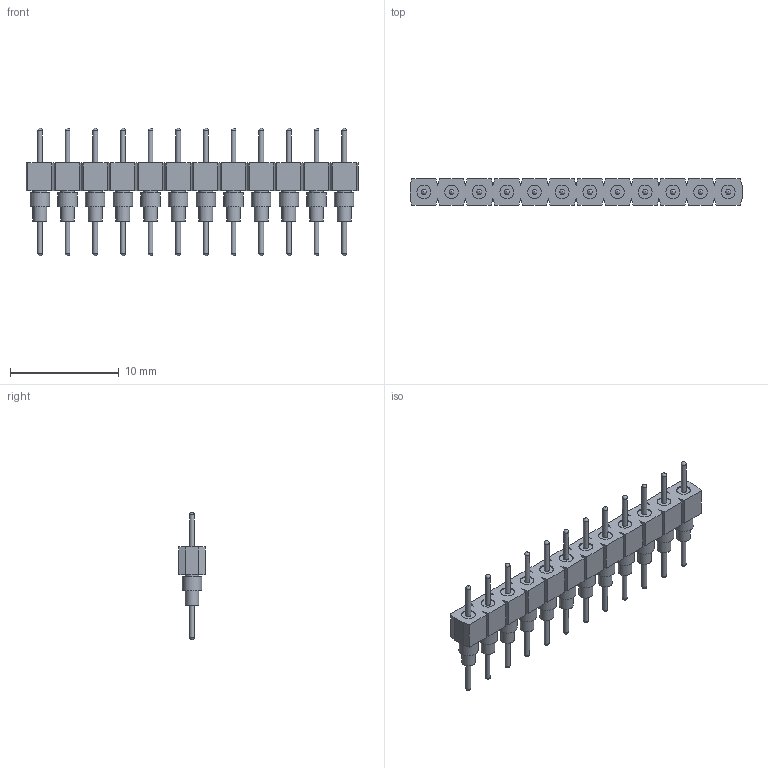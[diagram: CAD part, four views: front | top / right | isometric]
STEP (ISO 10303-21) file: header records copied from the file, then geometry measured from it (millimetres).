
FILE_DESCRIPTION(('FreeCAD Model'),'2;1');
FILE_NAME('Open CASCADE Shape Model','2025-01-12T11:56:41',(''),(''), 'Open CASCADE STEP processor 7.8','FreeCAD','Unknown');
FILE_SCHEMA(('AUTOMOTIVE_DESIGN { 1 0 10303 214 1 1 1 1 }'));
Length unit declared in the file: millimetre
Products named in the file (13): BBS-112-G-A_pins011; BBS-112-G-A_socket; BBS-112-G-A_pins; BBS-112-G-A_pins001; BBS-112-G-A_pins002; BBS-112-G-A_pins003; BBS-112-G-A_pins004; BBS-112-G-A_pins005; BBS-112-G-A_pins006; BBS-112-G-A_pins007; BBS-112-G-A_pins008; BBS-112-G-A_pins009; BBS-112-G-A_pins010
Bounding box: 30.48 x 2.44 x 11.68 mm (x, y, z)
Volume: 254.4 mm3; surface area: 897.3 mm2
Topology: 13 solids, 13 shells, 220 faces, 522 edges, 352 vertices
Faces by surface type: plane 124, cylinder 72, sphere 24
Full cylindrical faces by diameter (mm): 0.457 x24, 1.27 x36, 1.778 x12
Entity records: 6568 total; most frequent: CARTESIAN_POINT 1263, DIRECTION 1024, ORIENTED_EDGE 996, EDGE_CURVE 498, AXIS2_PLACEMENT_3D 401, VERTEX_POINT 352, FACE_BOUND 292, EDGE_LOOP 292
